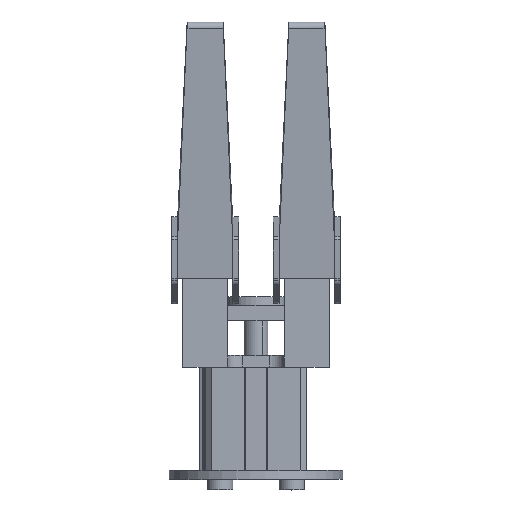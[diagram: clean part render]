
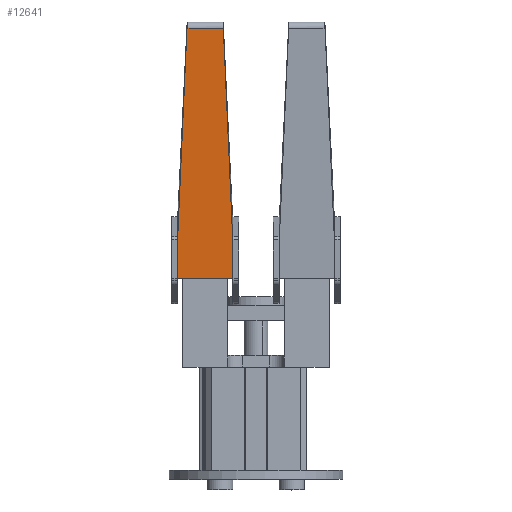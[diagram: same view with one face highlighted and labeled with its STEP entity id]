
A CAD part, top view. The second image highlights one B-rep face of the part: STEP entity #12641.
In plain terms, the highlighted planar face has unit normal (0, -0.076, 0.997).
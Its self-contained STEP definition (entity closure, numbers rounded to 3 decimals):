
#12513=CARTESIAN_POINT('',(-51.335,29.616,122.984));
#12514=VERTEX_POINT('',#12513);
#12515=CARTESIAN_POINT('',(-32.835,29.616,122.984));
#12516=VERTEX_POINT('',#12515);
#12517=CARTESIAN_POINT('',(-51.335,29.616,122.984));
#12518=DIRECTION('',(1.,0.,0.));
#12519=VECTOR('',#12518,18.5);
#12520=LINE('',#12517,#12519);
#12521=EDGE_CURVE('',#12514,#12516,#12520,.T.);
#12595=CARTESIAN_POINT('',(-42.085,71.404,126.192));
#12596=DIRECTION('',(0.,-0.997,-0.077));
#12597=DIRECTION('',(0.,-0.077,0.997));
#12598=AXIS2_PLACEMENT_3D('',#12595,#12597,#12596);
#12599=PLANE('',#12598);
#12600=CARTESIAN_POINT('',(-48.16,113.191,129.4));
#12601=VERTEX_POINT('',#12600);
#12602=CARTESIAN_POINT('',(-36.011,113.191,129.4));
#12603=VERTEX_POINT('',#12602);
#12604=CARTESIAN_POINT('',(-48.16,113.191,129.4));
#12605=DIRECTION('',(1.,0.,0.));
#12606=VECTOR('',#12605,12.149);
#12607=LINE('',#12604,#12606);
#12608=EDGE_CURVE('',#12601,#12603,#12607,.T.);
#12609=ORIENTED_EDGE('',*,*,#12608,.F.);
#12610=CARTESIAN_POINT('',(-51.335,41.652,123.908));
#12611=VERTEX_POINT('',#12610);
#12612=CARTESIAN_POINT('',(-48.16,113.191,129.4));
#12613=DIRECTION('',(-0.044,-0.996,-0.076));
#12614=VECTOR('',#12613,71.82);
#12615=LINE('',#12612,#12614);
#12616=EDGE_CURVE('',#12601,#12611,#12615,.T.);
#12617=ORIENTED_EDGE('',*,*,#12616,.T.);
#12618=CARTESIAN_POINT('',(-51.335,41.652,123.908));
#12619=DIRECTION('',(0.,-0.997,-0.077));
#12620=VECTOR('',#12619,12.071);
#12621=LINE('',#12618,#12620);
#12622=EDGE_CURVE('',#12611,#12514,#12621,.T.);
#12623=ORIENTED_EDGE('',*,*,#12622,.T.);
#12624=ORIENTED_EDGE('',*,*,#12521,.T.);
#12625=CARTESIAN_POINT('',(-32.835,41.652,123.908));
#12626=VERTEX_POINT('',#12625);
#12627=CARTESIAN_POINT('',(-32.835,29.616,122.984));
#12628=DIRECTION('',(0.,0.997,0.077));
#12629=VECTOR('',#12628,12.071);
#12630=LINE('',#12627,#12629);
#12631=EDGE_CURVE('',#12516,#12626,#12630,.T.);
#12632=ORIENTED_EDGE('',*,*,#12631,.T.);
#12633=CARTESIAN_POINT('',(-32.835,41.652,123.908));
#12634=DIRECTION('',(-0.044,0.996,0.076));
#12635=VECTOR('',#12634,71.82);
#12636=LINE('',#12633,#12635);
#12637=EDGE_CURVE('',#12626,#12603,#12636,.T.);
#12638=ORIENTED_EDGE('',*,*,#12637,.T.);
#12639=EDGE_LOOP('',(#12609,#12617,#12623,#12624,#12632,#12638));
#12640=FACE_OUTER_BOUND('',#12639,.T.);
#12641=ADVANCED_FACE('',(#12640),#12599,.T.);
